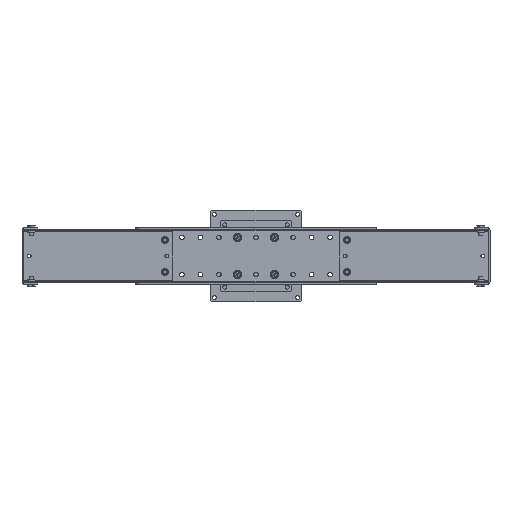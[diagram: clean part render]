
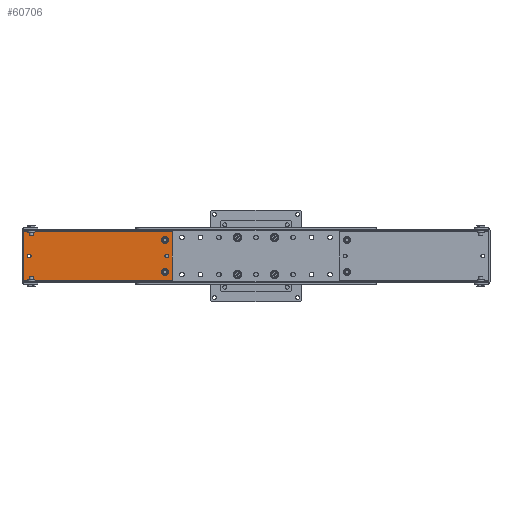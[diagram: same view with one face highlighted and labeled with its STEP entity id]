
A CAD part, front view. The second image highlights one B-rep face of the part: STEP entity #60706.
In plain terms, the highlighted planar face has unit normal (0, -1, 0).
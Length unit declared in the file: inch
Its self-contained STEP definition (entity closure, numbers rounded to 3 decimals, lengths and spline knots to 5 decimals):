
#67 = DIRECTION ( 'NONE',  ( 0., 0., 1. ) ) ;
#430 = DIRECTION ( 'NONE',  ( 0., 1., 0. ) ) ;
#842 = ORIENTED_EDGE ( 'NONE', *, *, #46353, .T. ) ;
#1691 = EDGE_CURVE ( 'NONE', #28010, #13144, #7271, .T. ) ;
#5175 = LINE ( 'NONE', #56803, #62870 ) ;
#6917 = DIRECTION ( 'NONE',  ( 0., 0., 1. ) ) ;
#7028 = CIRCLE ( 'NONE', #8120, 0.0935 ) ;
#7271 = LINE ( 'NONE', #27711, #22270 ) ;
#8109 = AXIS2_PLACEMENT_3D ( 'NONE', #21639, #57491, #11640 ) ;
#8120 = AXIS2_PLACEMENT_3D ( 'NONE', #54489, #53154, #48776 ) ;
#9120 = LINE ( 'NONE', #59703, #49543 ) ;
#11640 = DIRECTION ( 'NONE',  ( 0., 0., 1. ) ) ;
#13144 = VERTEX_POINT ( 'NONE', #53976 ) ;
#13750 = CARTESIAN_POINT ( 'NONE',  ( -4.206, 0.63, 0.0935 ) ) ;
#14923 = EDGE_CURVE ( 'NONE', #43148, #36088, #9120, .T. ) ;
#14990 = EDGE_CURVE ( 'NONE', #21987, #21987, #15311, .T. ) ;
#15311 = CIRCLE ( 'NONE', #47409, 0.125 ) ;
#16243 = CARTESIAN_POINT ( 'NONE',  ( -3.956, 0.63, -1.25 ) ) ;
#16570 = FACE_OUTER_BOUND ( 'NONE', #26842, .T. ) ;
#17494 = EDGE_CURVE ( 'NONE', #42054, #42054, #54267, .T. ) ;
#18807 = ORIENTED_EDGE ( 'NONE', *, *, #28213, .F. ) ;
#18884 = CARTESIAN_POINT ( 'NONE',  ( -4.3, 0.63, 0.75 ) ) ;
#21639 = CARTESIAN_POINT ( 'NONE',  ( -4.206, 0.63, 0. ) ) ;
#21987 = VERTEX_POINT ( 'NONE', #37336 ) ;
#22068 = ORIENTED_EDGE ( 'NONE', *, *, #48222, .F. ) ;
#22270 = VECTOR ( 'NONE', #6917, 39.37008 ) ;
#23006 = CARTESIAN_POINT ( 'NONE',  ( -4.3, 0.63, -0.625 ) ) ;
#25584 = CARTESIAN_POINT ( 'NONE',  ( -4.3, 0.63, -0.75 ) ) ;
#26260 = FACE_BOUND ( 'NONE', #57053, .T. ) ;
#26842 = EDGE_LOOP ( 'NONE', ( #22068, #40453, #18807, #41997 ) ) ;
#27711 = CARTESIAN_POINT ( 'NONE',  ( -3.956, 0.63, 0. ) ) ;
#27786 = CARTESIAN_POINT ( 'NONE',  ( -3.956, 0.63, -1.138 ) ) ;
#28010 = VERTEX_POINT ( 'NONE', #30473 ) ;
#28213 = EDGE_CURVE ( 'NONE', #28010, #43148, #57610, .T. ) ;
#28897 = DIRECTION ( 'NONE',  ( 0., 1., 0. ) ) ;
#30473 = CARTESIAN_POINT ( 'NONE',  ( -3.956, 0.63, -1.138 ) ) ;
#35048 = ORIENTED_EDGE ( 'NONE', *, *, #43281, .T. ) ;
#36088 = VERTEX_POINT ( 'NONE', #37412 ) ;
#36597 = DIRECTION ( 'NONE',  ( 0., 0., 1. ) ) ;
#37336 = CARTESIAN_POINT ( 'NONE',  ( -4.3, 0.63, 0.875 ) ) ;
#37412 = CARTESIAN_POINT ( 'NONE',  ( -10.956, 0.63, 1.138 ) ) ;
#40453 = ORIENTED_EDGE ( 'NONE', *, *, #14923, .F. ) ;
#41356 = AXIS2_PLACEMENT_3D ( 'NONE', #25584, #41647, #67 ) ;
#41593 = EDGE_LOOP ( 'NONE', ( #35048 ) ) ;
#41647 = DIRECTION ( 'NONE',  ( 0., 1., 0. ) ) ;
#41997 = ORIENTED_EDGE ( 'NONE', *, *, #1691, .T. ) ;
#42054 = VERTEX_POINT ( 'NONE', #23006 ) ;
#42189 = VECTOR ( 'NONE', #47207, 39.37008 ) ;
#43148 = VERTEX_POINT ( 'NONE', #63566 ) ;
#43281 = EDGE_CURVE ( 'NONE', #59926, #59926, #45471, .T. ) ;
#44281 = DIRECTION ( 'NONE',  ( 0., 0., 1. ) ) ;
#45471 = CIRCLE ( 'NONE', #8109, 0.0935 ) ;
#45780 = EDGE_LOOP ( 'NONE', ( #63237 ) ) ;
#46353 = EDGE_CURVE ( 'NONE', #49880, #49880, #7028, .T. ) ;
#47020 = PLANE ( 'NONE',  #47888 ) ;
#47082 = ORIENTED_EDGE ( 'NONE', *, *, #17494, .T. ) ;
#47207 = DIRECTION ( 'NONE',  ( -1., 0., 0. ) ) ;
#47409 = AXIS2_PLACEMENT_3D ( 'NONE', #18884, #28897, #44281 ) ;
#47888 = AXIS2_PLACEMENT_3D ( 'NONE', #16243, #430, #36597 ) ;
#48222 = EDGE_CURVE ( 'NONE', #36088, #13144, #5175, .T. ) ;
#48776 = DIRECTION ( 'NONE',  ( 0., 0., 1. ) ) ;
#49337 = DIRECTION ( 'NONE',  ( 0., 0., 1. ) ) ;
#49543 = VECTOR ( 'NONE', #49337, 39.37008 ) ;
#49880 = VERTEX_POINT ( 'NONE', #55264 ) ;
#51449 = DIRECTION ( 'NONE',  ( 1., 0., 0. ) ) ;
#53154 = DIRECTION ( 'NONE',  ( 0., 1., 0. ) ) ;
#53976 = CARTESIAN_POINT ( 'NONE',  ( -3.956, 0.63, 1.138 ) ) ;
#54267 = CIRCLE ( 'NONE', #41356, 0.125 ) ;
#54489 = CARTESIAN_POINT ( 'NONE',  ( -10.706, 0.63, 0. ) ) ;
#55264 = CARTESIAN_POINT ( 'NONE',  ( -10.706, 0.63, 0.0935 ) ) ;
#56803 = CARTESIAN_POINT ( 'NONE',  ( -3.956, 0.63, 1.138 ) ) ;
#57053 = EDGE_LOOP ( 'NONE', ( #47082 ) ) ;
#57070 = FACE_BOUND ( 'NONE', #41593, .T. ) ;
#57491 = DIRECTION ( 'NONE',  ( 0., 1., 0. ) ) ;
#57610 = LINE ( 'NONE', #27786, #42189 ) ;
#59703 = CARTESIAN_POINT ( 'NONE',  ( -10.956, 0.63, 0. ) ) ;
#59926 = VERTEX_POINT ( 'NONE', #13750 ) ;
#59986 = EDGE_LOOP ( 'NONE', ( #842 ) ) ;
#60706 = ADVANCED_FACE ( 'NONE', ( #57070, #62108, #61767, #26260, #16570 ), #47020, .F. ) ;
#61767 = FACE_BOUND ( 'NONE', #45780, .T. ) ;
#62108 = FACE_BOUND ( 'NONE', #59986, .T. ) ;
#62870 = VECTOR ( 'NONE', #51449, 39.37008 ) ;
#63237 = ORIENTED_EDGE ( 'NONE', *, *, #14990, .T. ) ;
#63566 = CARTESIAN_POINT ( 'NONE',  ( -10.956, 0.63, -1.138 ) ) ;
